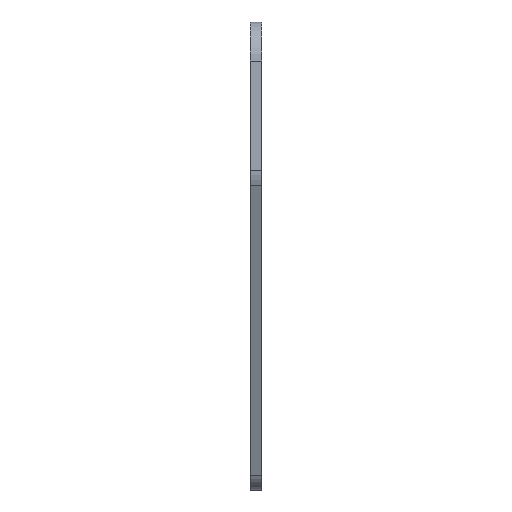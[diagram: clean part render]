
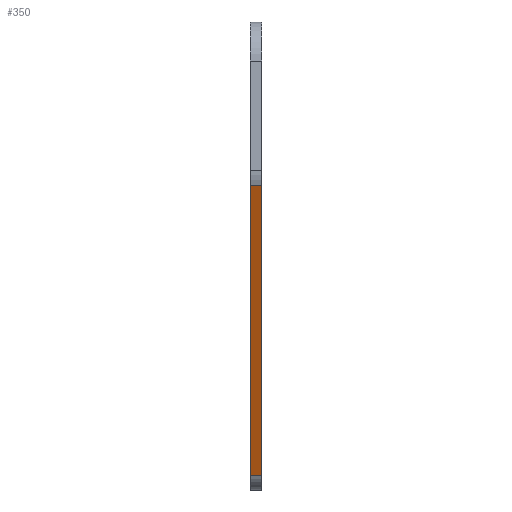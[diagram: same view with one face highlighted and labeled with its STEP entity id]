
A CAD part, left-side view. The second image highlights one B-rep face of the part: STEP entity #350.
In plain terms, the highlighted planar face has unit normal (-0.92, 0, -0.391).
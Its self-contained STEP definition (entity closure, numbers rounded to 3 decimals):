
#38 = LINE ( 'NONE', #816, #498 ) ;
#44 = DIRECTION ( 'NONE',  ( 0., 1., 0. ) ) ;
#110 = CARTESIAN_POINT ( 'NONE',  ( -22.062, 0., 0. ) ) ;
#118 = VERTEX_POINT ( 'NONE', #406 ) ;
#119 = DIRECTION ( 'NONE',  ( -0.391, 0., 0.92 ) ) ;
#120 = DIRECTION ( 'NONE',  ( 0., -1., 0. ) ) ;
#144 = ORIENTED_EDGE ( 'NONE', *, *, #218, .T. ) ;
#193 = CARTESIAN_POINT ( 'NONE',  ( -22.838, -1.5, 1.827 ) ) ;
#214 = VERTEX_POINT ( 'NONE', #303 ) ;
#218 = EDGE_CURVE ( 'NONE', #118, #214, #38, .T. ) ;
#274 = ORIENTED_EDGE ( 'NONE', *, *, #308, .T. ) ;
#280 = CARTESIAN_POINT ( 'NONE',  ( -22.062, -44.963, 0. ) ) ;
#288 = DIRECTION ( 'NONE',  ( -0.92, 0., -0.391 ) ) ;
#303 = CARTESIAN_POINT ( 'NONE',  ( -38.664, 0., 39.063 ) ) ;
#308 = EDGE_CURVE ( 'NONE', #401, #118, #494, .T. ) ;
#344 = PLANE ( 'NONE',  #400 ) ;
#350 = ADVANCED_FACE ( 'NONE', ( #540 ), #344, .T. ) ;
#400 = AXIS2_PLACEMENT_3D ( 'NONE', #280, #288, #659 ) ;
#401 = VERTEX_POINT ( 'NONE', #193 ) ;
#406 = CARTESIAN_POINT ( 'NONE',  ( -38.664, -1.5, 39.063 ) ) ;
#410 = VECTOR ( 'NONE', #119, 1000. ) ;
#494 = LINE ( 'NONE', #668, #618 ) ;
#498 = VECTOR ( 'NONE', #44, 1000. ) ;
#535 = ORIENTED_EDGE ( 'NONE', *, *, #579, .F. ) ;
#540 = FACE_OUTER_BOUND ( 'NONE', #731, .T. ) ;
#560 = LINE ( 'NONE', #686, #630 ) ;
#579 = EDGE_CURVE ( 'NONE', #592, #214, #744, .T. ) ;
#587 = EDGE_CURVE ( 'NONE', #592, #401, #560, .T. ) ;
#592 = VERTEX_POINT ( 'NONE', #763 ) ;
#618 = VECTOR ( 'NONE', #755, 1000. ) ;
#630 = VECTOR ( 'NONE', #120, 1000. ) ;
#659 = DIRECTION ( 'NONE',  ( 0.391, 0., -0.92 ) ) ;
#668 = CARTESIAN_POINT ( 'NONE',  ( -22.062, -1.5, 0. ) ) ;
#686 = CARTESIAN_POINT ( 'NONE',  ( -22.838, -1.5, 1.827 ) ) ;
#731 = EDGE_LOOP ( 'NONE', ( #535, #795, #274, #144 ) ) ;
#744 = LINE ( 'NONE', #110, #410 ) ;
#755 = DIRECTION ( 'NONE',  ( -0.391, 0., 0.92 ) ) ;
#763 = CARTESIAN_POINT ( 'NONE',  ( -22.838, 0., 1.827 ) ) ;
#795 = ORIENTED_EDGE ( 'NONE', *, *, #587, .T. ) ;
#816 = CARTESIAN_POINT ( 'NONE',  ( -38.664, 0., 39.063 ) ) ;
